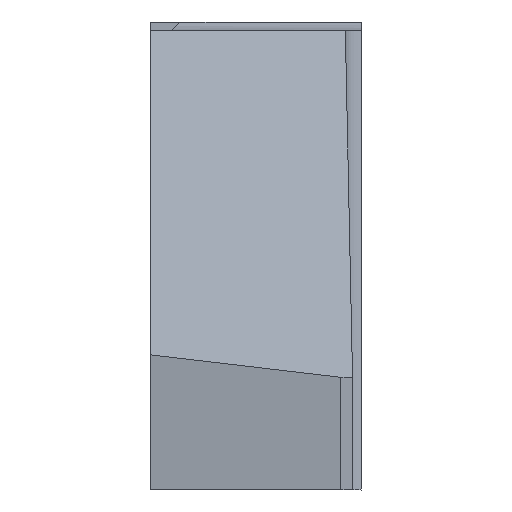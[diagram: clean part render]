
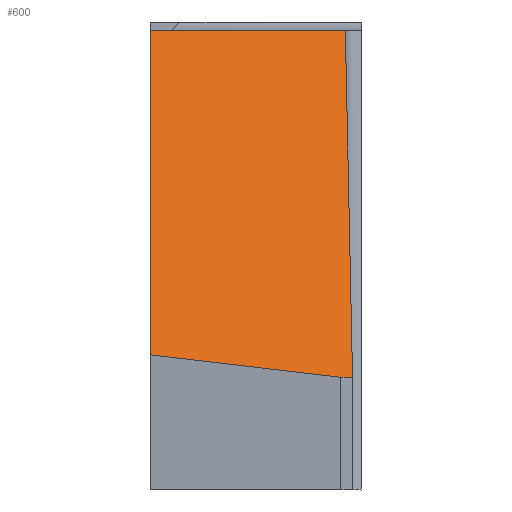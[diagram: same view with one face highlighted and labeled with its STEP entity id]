
A CAD part, front view. The second image highlights one B-rep face of the part: STEP entity #600.
In plain terms, the highlighted planar face has unit normal (0, -0.643, 0.766).
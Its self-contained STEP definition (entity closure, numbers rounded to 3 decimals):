
#94=CARTESIAN_POINT('',(0.,-11.965,-4.69));
#95=VERTEX_POINT('',#94);
#288=CARTESIAN_POINT('',(0.,-5.363,0.85));
#289=VERTEX_POINT('',#288);
#300=CARTESIAN_POINT('',(0.,-11.965,-4.69));
#301=DIRECTION('',(0.,0.766,0.643));
#302=VECTOR('',#301,8.618);
#303=LINE('',#300,#302);
#304=EDGE_CURVE('',#95,#289,#303,.T.);
#522=CARTESIAN_POINT('',(2.2,-9.208,-2.376));
#523=DIRECTION('',(0.,0.643,-0.766));
#524=DIRECTION('',(0.,0.492,0.413));
#525=AXIS2_PLACEMENT_3D('',#522,#523,#524);
#526=PLANE('',#525);
#527=CARTESIAN_POINT('',(3.25,-12.422,-5.073));
#528=DIRECTION('',(-0.984,0.138,0.116));
#529=VECTOR('',#528,3.304);
#530=LINE('',#527,#529);
#531=CARTESIAN_POINT('',(3.25,-12.422,-5.073));
#532=VERTEX_POINT('',#531);
#533=EDGE_CURVE('',#532,#95,#530,.T.);
#534=ORIENTED_EDGE('Edge 240',*,*,#533,.F.);
#543=ORIENTED_EDGE('Edge 148',*,*,#304,.F.);
#552=CARTESIAN_POINT('',(3.327,-5.363,0.85));
#553=DIRECTION('',(-1.,0.,0.));
#554=VECTOR('',#553,3.327);
#555=LINE('',#552,#554);
#556=CARTESIAN_POINT('',(3.327,-5.363,0.85));
#557=VERTEX_POINT('',#556);
#558=EDGE_CURVE('',#557,#289,#555,.T.);
#559=ORIENTED_EDGE('Edge 250',*,*,#558,.T.);
#568=CARTESIAN_POINT('',(3.327,-5.363,0.85));
#569=DIRECTION('',(0.013,-0.766,-0.643));
#570=VECTOR('',#569,9.22);
#571=LINE('',#568,#570);
#572=CARTESIAN_POINT('',(3.45,-12.425,-5.076));
#573=VERTEX_POINT('',#572);
#574=EDGE_CURVE('',#557,#573,#571,.T.);
#575=ORIENTED_EDGE('Edge 255',*,*,#574,.F.);
#584=CARTESIAN_POINT('',(3.45,-12.425,-5.076));
#585=DIRECTION('',(-1.,0.017,0.015));
#586=VECTOR('',#585,0.2);
#587=LINE('',#584,#586);
#588=EDGE_CURVE('',#573,#532,#587,.T.);
#589=ORIENTED_EDGE('Edge 260',*,*,#588,.F.);
#598=EDGE_LOOP('',(#589,#575,#559,#543,#534));
#599=FACE_OUTER_BOUND('Loop 261',#598,.T.);
#600=ADVANCED_FACE('Face 262',(#599),#526,.F.);
